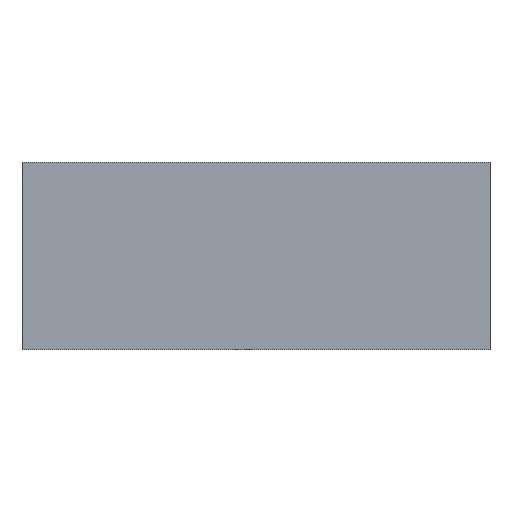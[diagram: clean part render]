
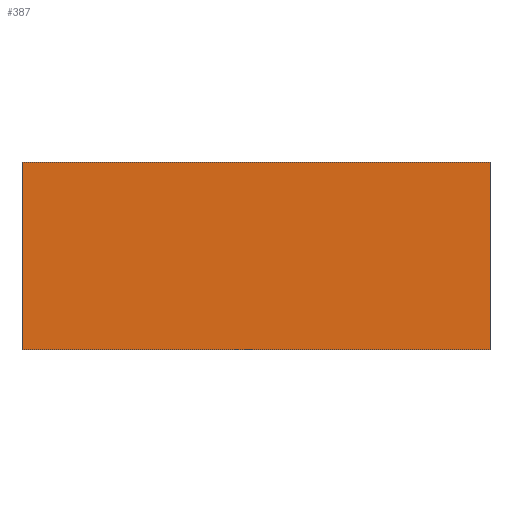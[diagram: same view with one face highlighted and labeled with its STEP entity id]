
A CAD part, left-side view. The second image highlights one B-rep face of the part: STEP entity #387.
In plain terms, the highlighted planar face has unit normal (-1, 0, 0).
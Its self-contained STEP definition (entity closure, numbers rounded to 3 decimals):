
#387 = ADVANCED_FACE( '', ( #894 ), #895, .F. );
#894 = FACE_OUTER_BOUND( '', #1556, .T. );
#895 = PLANE( '', #1557 );
#1556 = EDGE_LOOP( '', ( #2686, #2687, #2688, #2689 ) );
#1557 = AXIS2_PLACEMENT_3D( '', #2690, #2691, #2692 );
#2686 = ORIENTED_EDGE( '', *, *, #4814, .T. );
#2687 = ORIENTED_EDGE( '', *, *, #4523, .F. );
#2688 = ORIENTED_EDGE( '', *, *, #4815, .F. );
#2689 = ORIENTED_EDGE( '', *, *, #4461, .T. );
#2690 = CARTESIAN_POINT( '', ( -105., 30., 12. ) );
#2691 = DIRECTION( '', ( 1., 0., 0. ) );
#2692 = DIRECTION( '', ( 0., 0., -1. ) );
#4461 = EDGE_CURVE( '', #5171, #5169, #5172, .T. );
#4523 = EDGE_CURVE( '', #5279, #5277, #5281, .T. );
#4814 = EDGE_CURVE( '', #5169, #5277, #5755, .T. );
#4815 = EDGE_CURVE( '', #5171, #5279, #5756, .T. );
#5169 = VERTEX_POINT( '', #6209 );
#5171 = VERTEX_POINT( '', #6212 );
#5172 = LINE( '', #6213, #6214 );
#5277 = VERTEX_POINT( '', #6387 );
#5279 = VERTEX_POINT( '', #6390 );
#5281 = LINE( '', #6393, #6394 );
#5755 = LINE( '', #7278, #7279 );
#5756 = LINE( '', #7280, #7281 );
#6209 = CARTESIAN_POINT( '', ( -105., 30., 0. ) );
#6212 = CARTESIAN_POINT( '', ( -105., 30., 12. ) );
#6213 = CARTESIAN_POINT( '', ( -105., 30., 12. ) );
#6214 = VECTOR( '', #8940, 1000. );
#6387 = CARTESIAN_POINT( '', ( -105., 0., 0. ) );
#6390 = CARTESIAN_POINT( '', ( -105., 0., 12. ) );
#6393 = CARTESIAN_POINT( '', ( -105., 0., 12. ) );
#6394 = VECTOR( '', #8997, 1000. );
#7278 = CARTESIAN_POINT( '', ( -105., 30., 0. ) );
#7279 = VECTOR( '', #9289, 1000. );
#7280 = CARTESIAN_POINT( '', ( -105., 30., 12. ) );
#7281 = VECTOR( '', #9290, 1000. );
#8940 = DIRECTION( '', ( 0., 0., -1. ) );
#8997 = DIRECTION( '', ( 0., 0., -1. ) );
#9289 = DIRECTION( '', ( 0., -1., 0. ) );
#9290 = DIRECTION( '', ( 0., -1., 0. ) );
